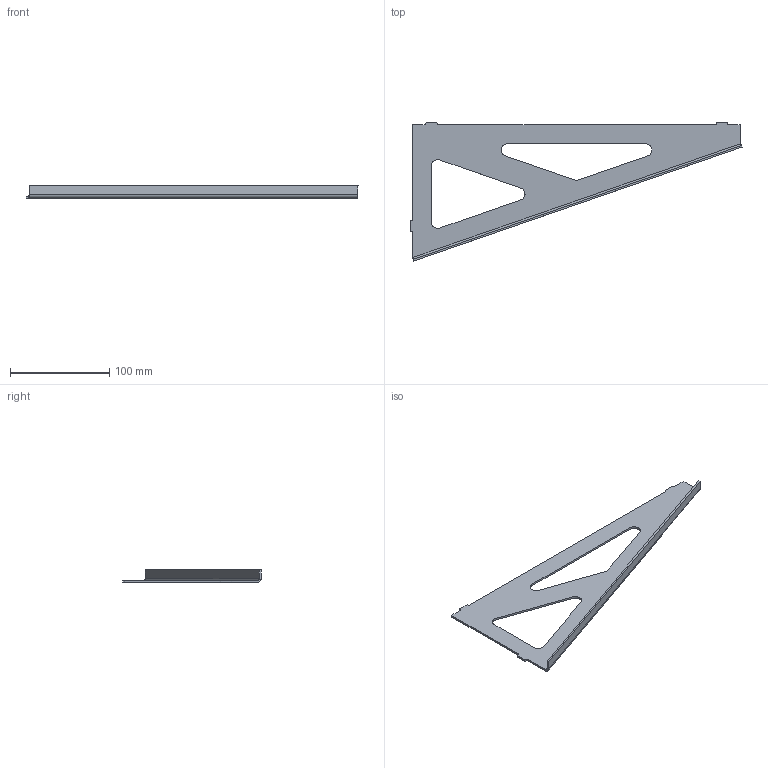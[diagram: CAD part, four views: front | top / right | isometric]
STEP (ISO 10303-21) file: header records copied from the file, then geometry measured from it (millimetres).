
FILE_DESCRIPTION (( 'STEP AP203' ), '1' );
FILE_NAME ('Floor_Board_Support_Right_23_Default_sldprt.STEP', '2023-01-20T01:45:41', ( '' ), ( '' ), 'SwSTEP 2.0', 'SolidWorks 2022', '' );
FILE_SCHEMA (( 'CONFIG_CONTROL_DESIGN' ));
Length unit declared in the file: inch
Products named in the file (1): Floor_Board_Support_Right_23_Default_sldprt
Bounding box: 333.99 x 139.11 x 12.7 mm (x, y, z)
Volume: 42778.2 mm3; surface area: 47697.8 mm2
Topology: 1 solids, 1 shells, 54 faces, 148 edges, 96 vertices
Faces by surface type: plane 30, cylinder 24
Entity records: 1803 total; most frequent: DIRECTION 306, CARTESIAN_POINT 299, ORIENTED_EDGE 296, EDGE_CURVE 148, AXIS2_PLACEMENT_3D 103, LINE 100, VECTOR 100, VERTEX_POINT 96
